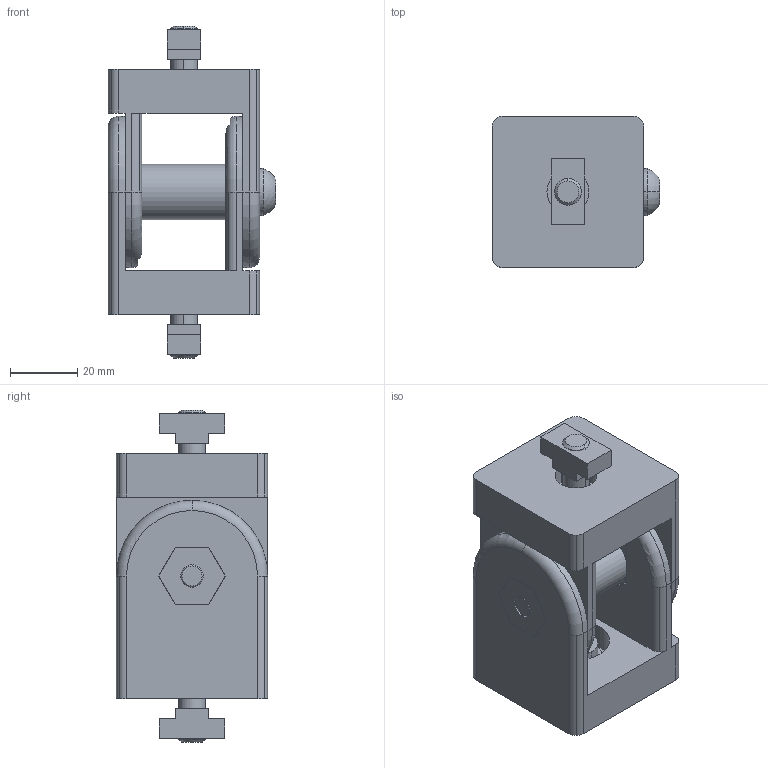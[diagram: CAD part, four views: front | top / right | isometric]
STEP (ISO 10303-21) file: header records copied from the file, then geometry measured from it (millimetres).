
FILE_DESCRIPTION (( 'STEP AP203' ), '1' );
FILE_NAME ('3_842_538_687_Bosch.step', '2024-06-10T06:32:22', ( '' ), ( '' ), 'SwSTEP 2.0', 'SolidWorks 2014', '' );
FILE_SCHEMA (( 'CONFIG_CONTROL_DESIGN' ));
Length unit declared in the file: millimetre
Products named in the file (15): Part-3; Part-2; Part-1; Part-7; Part-14; Part-13; Part-4; Part-10; Part-9; Part-12; Part-8; Part-6; Part-11; 3_842_538_687_Bosch; Part-5
Assembly tree (14 placements, depth 2):
  3_842_538_687_Bosch
    Part-1
    Part-2
    Part-3
    Part-4
    Part-5
    Part-6
    Part-7
    Part-8
    Part-9
    Part-10
    Part-11
    Part-12
    Part-13
    Part-14
Bounding box: 49.88 x 45 x 98.8 mm (x, y, z)
Volume: 93350.1 mm3; surface area: 40123.5 mm2
Topology: 14 solids, 14 shells, 228 faces, 548 edges, 360 vertices
Faces by surface type: plane 118, cylinder 94, torus 8, cone 6, sphere 2
Entity records: 8391 total; most frequent: DIRECTION 1252, CARTESIAN_POINT 1197, ORIENTED_EDGE 1096, EDGE_CURVE 548, AXIS2_PLACEMENT_3D 463, VERTEX_POINT 360, VECTOR 326, LINE 326
